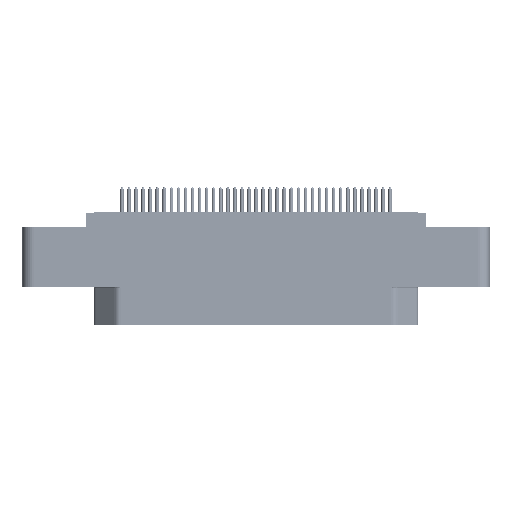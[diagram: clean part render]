
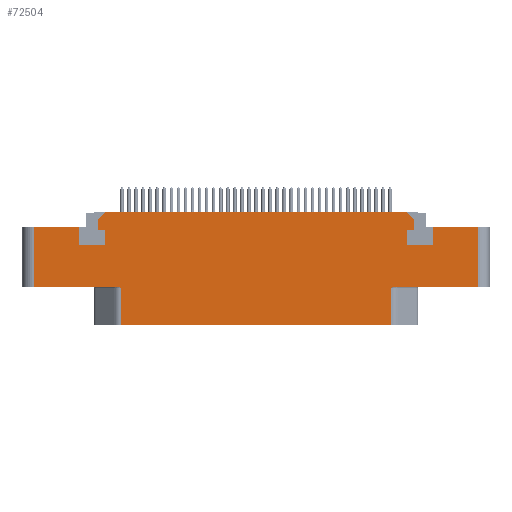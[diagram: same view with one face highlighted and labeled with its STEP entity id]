
A CAD part, top view. The second image highlights one B-rep face of the part: STEP entity #72504.
In plain terms, the highlighted planar face has unit normal (0, 0, 1).
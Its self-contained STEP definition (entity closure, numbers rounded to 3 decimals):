
#9225=DIRECTION('',(-1.,0.,0.));
#9226=VECTOR('',#9225,46.236);
#9227=CARTESIAN_POINT('',(23.118,-6.5,7.));
#9228=LINE('',#9227,#9226);
#9320=DIRECTION('',(1.,0.,0.));
#9321=VECTOR('',#9320,14.082);
#9322=CARTESIAN_POINT('',(-38.,0.,7.));
#9323=LINE('',#9322,#9321);
#9436=DIRECTION('',(0.,-1.,0.));
#9437=VECTOR('',#9436,10.25);
#9438=CARTESIAN_POINT('',(-38.,10.25,7.));
#9439=LINE('',#9438,#9437);
#9454=DIRECTION('',(1.,0.,0.));
#9455=VECTOR('',#9454,7.8);
#9456=CARTESIAN_POINT('',(-38.,10.25,7.));
#9457=LINE('',#9456,#9455);
#9458=DIRECTION('',(0.,-1.,0.));
#9459=VECTOR('',#9458,3.2);
#9460=CARTESIAN_POINT('',(-30.2,10.25,7.));
#9461=LINE('',#9460,#9459);
#9462=DIRECTION('',(1.,0.,0.));
#9463=VECTOR('',#9462,4.4);
#9464=CARTESIAN_POINT('',(-30.2,7.05,7.));
#9465=LINE('',#9464,#9463);
#9466=DIRECTION('',(0.,1.,0.));
#9467=VECTOR('',#9466,2.6);
#9468=CARTESIAN_POINT('',(-25.8,7.05,7.));
#9469=LINE('',#9468,#9467);
#9470=DIRECTION('',(-1.,0.,0.));
#9471=VECTOR('',#9470,1.2);
#9472=CARTESIAN_POINT('',(-25.8,9.65,7.));
#9473=LINE('',#9472,#9471);
#9474=DIRECTION('',(0.,-1.,0.));
#9475=VECTOR('',#9474,1.9);
#9476=CARTESIAN_POINT('',(-27.,11.55,7.));
#9477=LINE('',#9476,#9475);
#9478=DIRECTION('',(1.,0.,0.));
#9479=VECTOR('',#9478,51.6);
#9480=CARTESIAN_POINT('',(-25.8,12.75,7.));
#9481=LINE('',#9480,#9479);
#9482=DIRECTION('',(0.,-1.,0.));
#9483=VECTOR('',#9482,1.9);
#9484=CARTESIAN_POINT('',(27.,11.55,7.));
#9485=LINE('',#9484,#9483);
#9486=DIRECTION('',(-1.,0.,0.));
#9487=VECTOR('',#9486,1.2);
#9488=CARTESIAN_POINT('',(27.,9.65,7.));
#9489=LINE('',#9488,#9487);
#9490=DIRECTION('',(0.,-1.,0.));
#9491=VECTOR('',#9490,2.6);
#9492=CARTESIAN_POINT('',(25.8,9.65,7.));
#9493=LINE('',#9492,#9491);
#9494=DIRECTION('',(1.,0.,0.));
#9495=VECTOR('',#9494,4.4);
#9496=CARTESIAN_POINT('',(25.8,7.05,7.));
#9497=LINE('',#9496,#9495);
#9498=DIRECTION('',(0.,1.,0.));
#9499=VECTOR('',#9498,3.2);
#9500=CARTESIAN_POINT('',(30.2,7.05,7.));
#9501=LINE('',#9500,#9499);
#9502=DIRECTION('',(1.,0.,0.));
#9503=VECTOR('',#9502,7.8);
#9504=CARTESIAN_POINT('',(30.2,10.25,7.));
#9505=LINE('',#9504,#9503);
#9506=DIRECTION('',(1.,0.,0.));
#9507=VECTOR('',#9506,14.082);
#9508=CARTESIAN_POINT('',(23.918,0.,7.));
#9509=LINE('',#9508,#9507);
#9540=CARTESIAN_POINT('',(23.118,-0.2,7.));
#9541=CARTESIAN_POINT('',(23.14,-0.192,7.));
#9542=CARTESIAN_POINT('',(23.184,-0.176,7.));
#9543=CARTESIAN_POINT('',(23.251,-0.152,7.));
#9544=CARTESIAN_POINT('',(23.318,-0.128,7.));
#9545=CARTESIAN_POINT('',(23.385,-0.106,7.));
#9546=CARTESIAN_POINT('',(23.451,-0.085,7.));
#9547=CARTESIAN_POINT('',(23.515,-0.066,7.));
#9548=CARTESIAN_POINT('',(23.577,-0.049,7.));
#9549=CARTESIAN_POINT('',(23.636,-0.035,7.));
#9550=CARTESIAN_POINT('',(23.688,-0.024,7.));
#9551=CARTESIAN_POINT('',(23.734,-0.016,7.));
#9552=CARTESIAN_POINT('',(23.776,-0.01,7.));
#9553=CARTESIAN_POINT('',(23.814,-0.005,7.));
#9554=CARTESIAN_POINT('',(23.85,-0.002,7.));
#9555=CARTESIAN_POINT('',(23.884,0.,7.));
#9556=CARTESIAN_POINT('',(23.907,0.,7.));
#9557=CARTESIAN_POINT('',(23.918,0.,7.));
#9573=DIRECTION('',(0.,1.,0.));
#9574=VECTOR('',#9573,6.3);
#9575=CARTESIAN_POINT('',(23.118,-6.5,7.));
#9576=LINE('',#9575,#9574);
#9618=DIRECTION('',(0.,1.,0.));
#9619=VECTOR('',#9618,10.25);
#9620=CARTESIAN_POINT('',(38.,0.,7.));
#9621=LINE('',#9620,#9619);
#10127=DIRECTION('',(0.707,-0.707,0.));
#10128=VECTOR('',#10127,1.697);
#10129=CARTESIAN_POINT('',(25.8,12.75,7.));
#10130=LINE('',#10129,#10128);
#11839=DIRECTION('',(0.,1.,0.));
#11840=VECTOR('',#11839,6.3);
#11841=CARTESIAN_POINT('',(-23.118,-6.5,7.));
#11842=LINE('',#11841,#11840);
#11867=CARTESIAN_POINT('',(-23.918,0.,7.));
#11868=CARTESIAN_POINT('',(-23.907,0.,7.));
#11869=CARTESIAN_POINT('',(-23.884,0.,7.));
#11870=CARTESIAN_POINT('',(-23.85,-0.002,7.));
#11871=CARTESIAN_POINT('',(-23.814,-0.005,7.));
#11872=CARTESIAN_POINT('',(-23.776,-0.01,7.));
#11873=CARTESIAN_POINT('',(-23.734,-0.016,7.));
#11874=CARTESIAN_POINT('',(-23.688,-0.024,7.));
#11875=CARTESIAN_POINT('',(-23.636,-0.035,7.));
#11876=CARTESIAN_POINT('',(-23.577,-0.049,7.));
#11877=CARTESIAN_POINT('',(-23.515,-0.066,7.));
#11878=CARTESIAN_POINT('',(-23.451,-0.085,7.));
#11879=CARTESIAN_POINT('',(-23.385,-0.106,7.));
#11880=CARTESIAN_POINT('',(-23.318,-0.128,7.));
#11881=CARTESIAN_POINT('',(-23.251,-0.152,7.));
#11882=CARTESIAN_POINT('',(-23.184,-0.176,7.));
#11883=CARTESIAN_POINT('',(-23.14,-0.192,7.));
#11884=CARTESIAN_POINT('',(-23.118,-0.2,7.));
#12046=DIRECTION('',(-0.707,-0.707,0.));
#12047=VECTOR('',#12046,1.697);
#12048=CARTESIAN_POINT('',(-25.8,12.75,7.));
#12049=LINE('',#12048,#12047);
#52160=CARTESIAN_POINT('',(-30.2,10.25,7.));
#52161=CARTESIAN_POINT('',(-30.2,7.05,7.));
#52162=VERTEX_POINT('',#52160);
#52163=VERTEX_POINT('',#52161);
#52164=CARTESIAN_POINT('',(-25.8,7.05,7.));
#52165=VERTEX_POINT('',#52164);
#52166=CARTESIAN_POINT('',(-25.8,9.65,7.));
#52167=VERTEX_POINT('',#52166);
#52168=CARTESIAN_POINT('',(-27.,9.65,7.));
#52169=VERTEX_POINT('',#52168);
#52170=CARTESIAN_POINT('',(27.,9.65,7.));
#52171=CARTESIAN_POINT('',(25.8,9.65,7.));
#52172=VERTEX_POINT('',#52170);
#52173=VERTEX_POINT('',#52171);
#52174=CARTESIAN_POINT('',(25.8,7.05,7.));
#52175=VERTEX_POINT('',#52174);
#52176=CARTESIAN_POINT('',(30.2,7.05,7.));
#52177=VERTEX_POINT('',#52176);
#52178=CARTESIAN_POINT('',(30.2,10.25,7.));
#52179=VERTEX_POINT('',#52178);
#52184=CARTESIAN_POINT('',(-27.,11.55,7.));
#52186=VERTEX_POINT('',#52184);
#52188=CARTESIAN_POINT('',(-25.8,12.75,7.));
#52189=VERTEX_POINT('',#52188);
#52190=CARTESIAN_POINT('',(27.,11.55,7.));
#52192=VERTEX_POINT('',#52190);
#52194=CARTESIAN_POINT('',(25.8,12.75,7.));
#52195=VERTEX_POINT('',#52194);
#52272=CARTESIAN_POINT('',(38.,0.,7.));
#52273=CARTESIAN_POINT('',(38.,10.25,7.));
#52274=VERTEX_POINT('',#52272);
#52275=VERTEX_POINT('',#52273);
#52280=CARTESIAN_POINT('',(-38.,10.25,7.));
#52281=CARTESIAN_POINT('',(-38.,0.,7.));
#52282=VERTEX_POINT('',#52280);
#52283=VERTEX_POINT('',#52281);
#52505=CARTESIAN_POINT('',(23.118,-6.5,7.));
#52507=VERTEX_POINT('',#52505);
#52508=CARTESIAN_POINT('',(-23.118,-6.5,7.));
#52510=VERTEX_POINT('',#52508);
#52540=CARTESIAN_POINT('',(-23.118,-0.2,7.));
#52541=VERTEX_POINT('',#52540);
#52542=CARTESIAN_POINT('',(-23.918,0.,7.));
#52543=VERTEX_POINT('',#52542);
#52544=CARTESIAN_POINT('',(23.118,-0.2,7.));
#52546=VERTEX_POINT('',#52544);
#52548=CARTESIAN_POINT('',(23.918,0.,7.));
#52550=VERTEX_POINT('',#52548);
#72454=CARTESIAN_POINT('',(0.,0.,7.));
#72455=DIRECTION('',(0.,0.,-1.));
#72456=DIRECTION('',(-1.,0.,0.));
#72457=AXIS2_PLACEMENT_3D('',#72454,#72455,#72456);
#72458=PLANE('',#72457);
#72460=ORIENTED_EDGE('',*,*,#72459,.F.);
#72462=ORIENTED_EDGE('',*,*,#72461,.F.);
#72464=ORIENTED_EDGE('',*,*,#72463,.F.);
#72465=ORIENTED_EDGE('',*,*,#72244,.T.);
#72467=ORIENTED_EDGE('',*,*,#72466,.T.);
#72469=ORIENTED_EDGE('',*,*,#72468,.F.);
#72470=ORIENTED_EDGE('',*,*,#72331,.F.);
#72471=ORIENTED_EDGE('',*,*,#72445,.F.);
#72472=ORIENTED_EDGE('',*,*,#72379,.T.);
#72474=ORIENTED_EDGE('',*,*,#72473,.T.);
#72476=ORIENTED_EDGE('',*,*,#72475,.T.);
#72478=ORIENTED_EDGE('',*,*,#72477,.T.);
#72480=ORIENTED_EDGE('',*,*,#72479,.T.);
#72482=ORIENTED_EDGE('',*,*,#72481,.F.);
#72484=ORIENTED_EDGE('',*,*,#72483,.F.);
#72485=ORIENTED_EDGE('',*,*,#70623,.T.);
#72487=ORIENTED_EDGE('',*,*,#72486,.T.);
#72489=ORIENTED_EDGE('',*,*,#72488,.T.);
#72491=ORIENTED_EDGE('',*,*,#72490,.T.);
#72493=ORIENTED_EDGE('',*,*,#72492,.T.);
#72495=ORIENTED_EDGE('',*,*,#72494,.T.);
#72497=ORIENTED_EDGE('',*,*,#72496,.T.);
#72499=ORIENTED_EDGE('',*,*,#72498,.T.);
#72501=ORIENTED_EDGE('',*,*,#72500,.F.);
#72502=EDGE_LOOP('',(#72460,#72462,#72464,#72465,#72467,#72469,#72470,#72471,
#72472,#72474,#72476,#72478,#72480,#72482,#72484,#72485,#72487,#72489,#72491,
#72493,#72495,#72497,#72499,#72501));
#72503=FACE_OUTER_BOUND('',#72502,.F.);
#72504=ADVANCED_FACE('',(#72503),#72458,.F.);
#9558=B_SPLINE_CURVE_WITH_KNOTS('',3,(#9540,#9541,#9542,#9543,#9544,#9545,#9546,
#9547,#9548,#9549,#9550,#9551,#9552,#9553,#9554,#9555,#9556,#9557),
.UNSPECIFIED.,.F.,.F.,(4,1,1,1,1,1,1,1,1,1,1,1,1,1,1,4),(0.,0.067,
0.133,0.2,0.267,0.333,0.4,
0.467,0.533,0.6,0.667,0.733,
0.8,0.867,0.933,1.),.UNSPECIFIED.);
#11885=B_SPLINE_CURVE_WITH_KNOTS('',3,(#11867,#11868,#11869,#11870,#11871,
#11872,#11873,#11874,#11875,#11876,#11877,#11878,#11879,#11880,#11881,#11882,
#11883,#11884),.UNSPECIFIED.,.F.,.F.,(4,1,1,1,1,1,1,1,1,1,1,1,1,1,1,4),(0.,
0.067,0.133,0.2,0.267,0.333,
0.4,0.467,0.533,0.6,0.667,
0.733,0.8,0.867,0.933,1.),
.UNSPECIFIED.);
#70623=EDGE_CURVE('',#52189,#52195,#9481,.T.);
#72244=EDGE_CURVE('',#52507,#52510,#9228,.T.);
#72331=EDGE_CURVE('',#52283,#52543,#9323,.T.);
#72379=EDGE_CURVE('',#52282,#52162,#9457,.T.);
#72445=EDGE_CURVE('',#52282,#52283,#9439,.T.);
#72459=EDGE_CURVE('',#52550,#52274,#9509,.T.);
#72461=EDGE_CURVE('',#52546,#52550,#9558,.T.);
#72463=EDGE_CURVE('',#52507,#52546,#9576,.T.);
#72466=EDGE_CURVE('',#52510,#52541,#11842,.T.);
#72468=EDGE_CURVE('',#52543,#52541,#11885,.T.);
#72473=EDGE_CURVE('',#52162,#52163,#9461,.T.);
#72475=EDGE_CURVE('',#52163,#52165,#9465,.T.);
#72477=EDGE_CURVE('',#52165,#52167,#9469,.T.);
#72479=EDGE_CURVE('',#52167,#52169,#9473,.T.);
#72481=EDGE_CURVE('',#52186,#52169,#9477,.T.);
#72483=EDGE_CURVE('',#52189,#52186,#12049,.T.);
#72486=EDGE_CURVE('',#52195,#52192,#10130,.T.);
#72488=EDGE_CURVE('',#52192,#52172,#9485,.T.);
#72490=EDGE_CURVE('',#52172,#52173,#9489,.T.);
#72492=EDGE_CURVE('',#52173,#52175,#9493,.T.);
#72494=EDGE_CURVE('',#52175,#52177,#9497,.T.);
#72496=EDGE_CURVE('',#52177,#52179,#9501,.T.);
#72498=EDGE_CURVE('',#52179,#52275,#9505,.T.);
#72500=EDGE_CURVE('',#52274,#52275,#9621,.T.);
